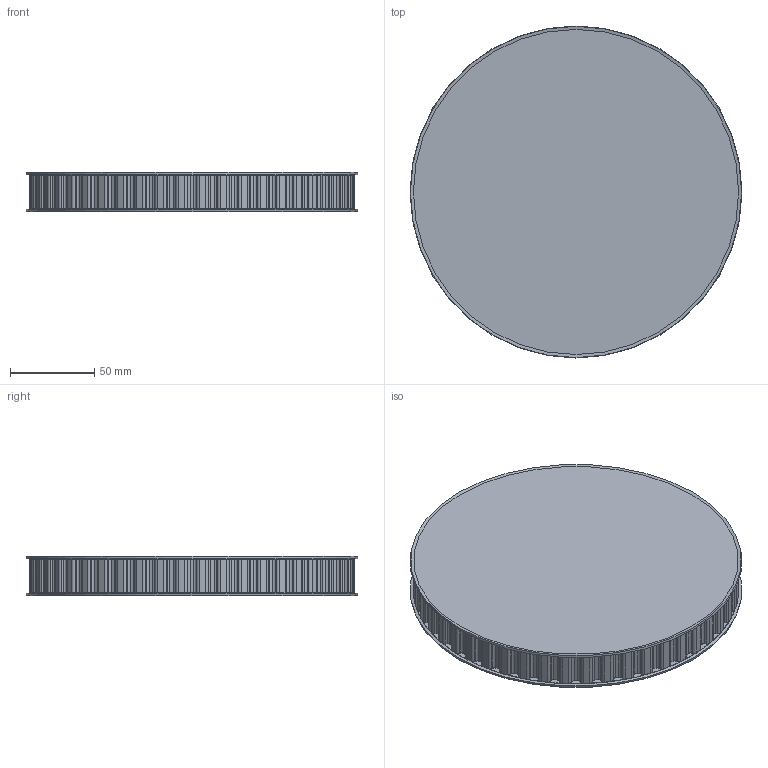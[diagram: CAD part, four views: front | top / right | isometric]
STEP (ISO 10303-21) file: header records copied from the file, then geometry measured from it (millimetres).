
FILE_DESCRIPTION( ('This file contains a STEP AP42 implementation' ,'as created by ZW3D STEP Interface translator.' ,'') ,'2;1' );
FILE_NAME( '肮祭々湍謫21.ipt.stp' ,'251027.114733', (''), ('ZWCAD Software Co.'), 'Version 1.0', 'ZW3D to STEP translator', '' );
FILE_SCHEMA(('AUTOMOTIVE_DESIGN { 1 0 10303 214 1 1 1 1 }'));
Length unit declared in the file: millimetre
Products named in the file (1): 0
Bounding box: 196.73 x 196.73 x 23.18 mm (x, y, z)
Volume: 644737.5 mm3; surface area: 81165.4 mm2
Topology: 1 solids, 1 shells, 490 faces, 1268 edges, 780 vertices
Faces by surface type: plane 242, cylinder 240, cone 6, torus 2
Entity records: 15466 total; most frequent: DIRECTION 2840, CARTESIAN_POINT 2539, ORIENTED_EDGE 2536, EDGE_CURVE 1268, AXIS2_PLACEMENT_3D 1081, VERTEX_POINT 780, VECTOR 678, LINE 678
